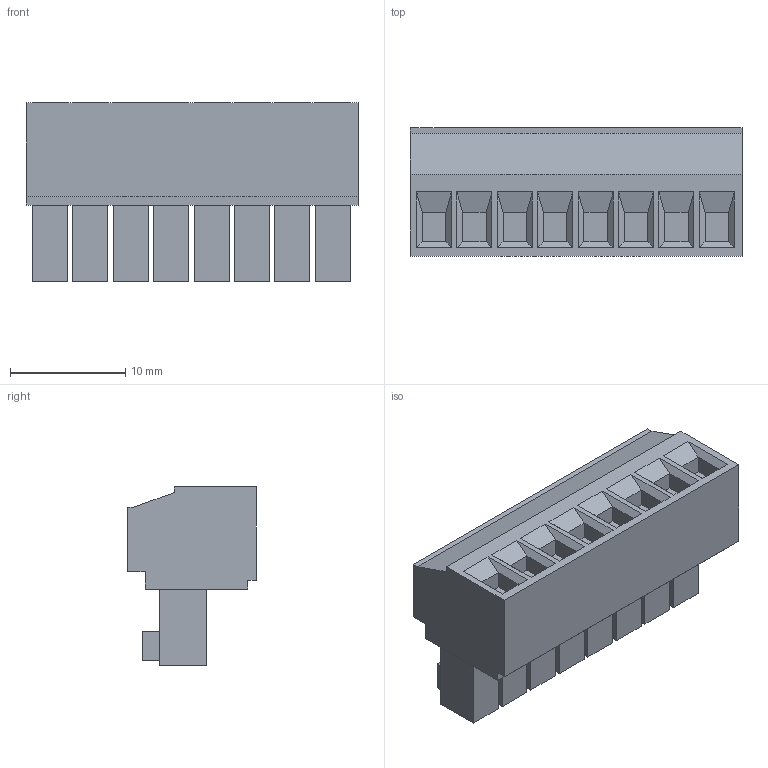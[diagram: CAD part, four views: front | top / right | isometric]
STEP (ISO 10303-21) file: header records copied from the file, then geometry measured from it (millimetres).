
FILE_DESCRIPTION((''),'2;1');
FILE_NAME('395000008','2015-01-12T',('me'),(''),'PRO/ENGINEER BY PARAMETRIC TECHNOLOGY CORPORATION, 2011490','PRO/ENGINEER BY PARAMETRIC TECHNOLOGY CORPORATION, 2011490','');
FILE_SCHEMA(('CONFIG_CONTROL_DESIGN'));
Length unit declared in the file: inch
Products named in the file (1): 395000008
Bounding box: 28.8 x 11.18 x 15.49 mm (x, y, z)
Volume: 3081.8 mm3; surface area: 2574.8 mm2
Topology: 1 solids, 1 shells, 361 faces, 861 edges, 574 vertices
Faces by surface type: plane 273, cylinder 72, cone 16
Entity records: 10312 total; most frequent: CARTESIAN_POINT 1765, DIRECTION 1761, ORIENTED_EDGE 1690, EDGE_CURVE 845, VECTOR 685, LINE 685, VERTEX_POINT 542, AXIS2_PLACEMENT_3D 538
